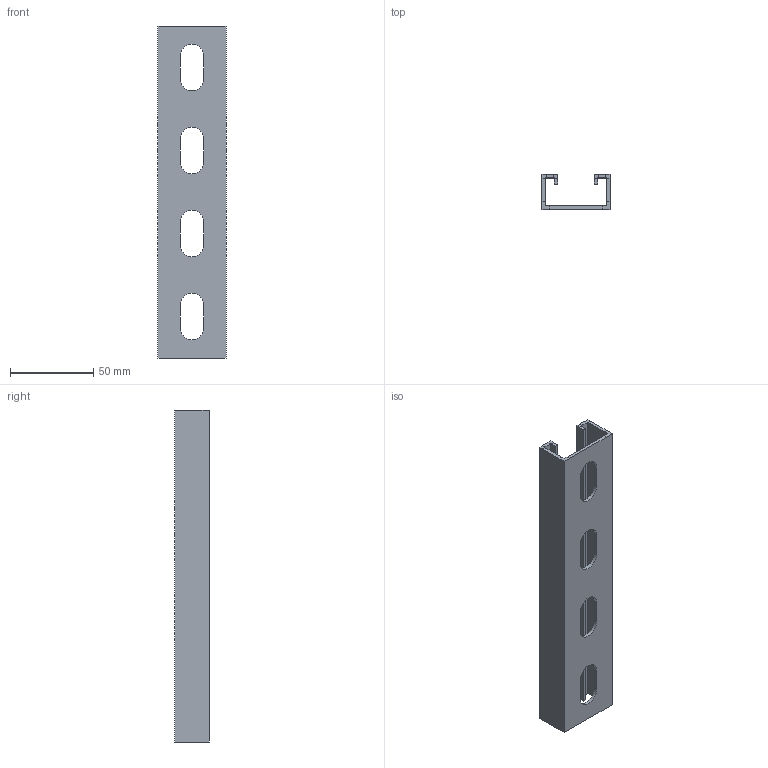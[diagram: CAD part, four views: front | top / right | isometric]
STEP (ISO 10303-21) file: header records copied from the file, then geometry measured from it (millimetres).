
FILE_DESCRIPTION (( 'STEP AP214' ), '1' );
FILE_NAME ('1122950.stp', '2019-08-22T08:26:40', ( '' ), ( '' ), 'SwSTEP 2.0', 'SolidWorks 2018', '' );
FILE_SCHEMA (( 'AUTOMOTIVE_DESIGN' ));
Length unit declared in the file: millimetre
Products named in the file (1): 1122950
Bounding box: 41 x 21 x 200 mm (x, y, z)
Volume: 38000.5 mm3; surface area: 39784.4 mm2
Topology: 1 solids, 1 shells, 62 faces, 180 edges, 120 vertices
Faces by surface type: plane 50, cylinder 12
Entity records: 2078 total; most frequent: CARTESIAN_POINT 363, ORIENTED_EDGE 360, DIRECTION 330, EDGE_CURVE 180, VECTOR 156, LINE 156, VERTEX_POINT 120, AXIS2_PLACEMENT_3D 87
